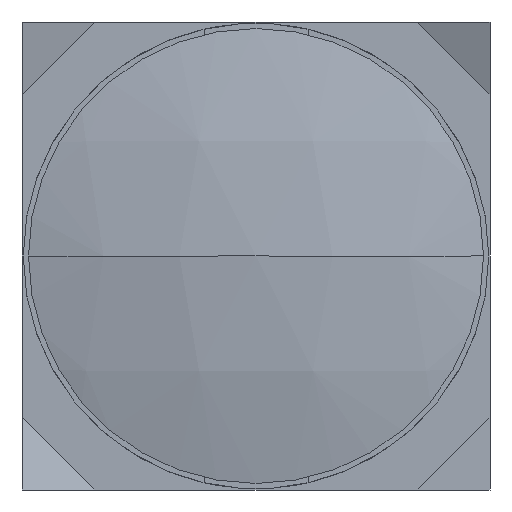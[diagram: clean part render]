
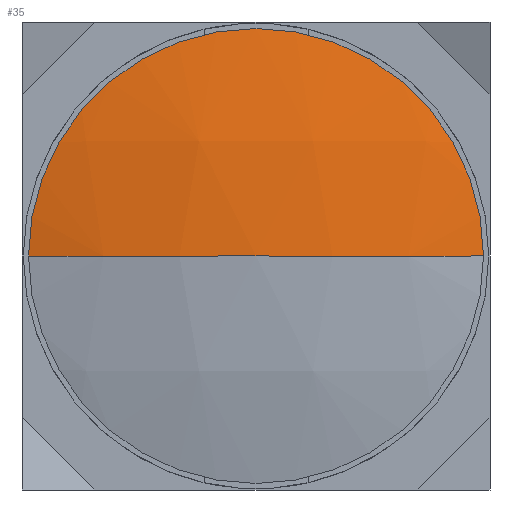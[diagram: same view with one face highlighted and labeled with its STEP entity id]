
A CAD part, front view. The second image highlights one B-rep face of the part: STEP entity #35.
In plain terms, the highlighted spherical face has radius 35.351 mm.
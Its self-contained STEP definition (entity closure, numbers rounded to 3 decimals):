
#1=CARTESIAN_POINT('POINT1',(0.,-10.2,
   0.));
#2=VERTEX_POINT('VERTEX1',#1);
#3=CARTESIAN_POINT('POINT2',(-8.75,-9.1,0.
   ));
#4=VERTEX_POINT('VERTEX2',#3);
#5=CARTESIAN_POINT('POS1',(0.,25.151,
   0.));
#6=DIRECTION('DIR1',(0.,0.,
   -1.));
#7=DIRECTION('DIR2',(0.,-1.,0.));
#8=AXIS2_PLACEMENT_3D('AXIS1',#5,#6,#7);
#9=CIRCLE('ELLIPSE1',#8,35.351);
#10=EDGE_CURVE('EDGE1',#2,#4,#9,.T.);
#11=ORIENTED_EDGE('COEDGE1',*,*,#10,.F.);
#12=CARTESIAN_POINT('POINT3',(8.75,-9.1,0.)
   );
#13=VERTEX_POINT('VERTEX3',#12);
#14=CARTESIAN_POINT('POS2',(0.,25.151
   ,0.));
#15=DIRECTION('DIR3',(0.,0.,
   -1.));
#16=DIRECTION('DIR4',(0.,-1.,0.));
#17=AXIS2_PLACEMENT_3D('AXIS2',#14,#15,#16);
#18=CIRCLE('ELLIPSE2',#17,35.351);
#19=EDGE_CURVE('EDGE2',#13,#2,#18,.T.);
#20=ORIENTED_EDGE('COEDGE2',*,*,#19,.F.);
#21=CARTESIAN_POINT('POS3',(0.,-9.1,0.));
#22=DIRECTION('DIR5',(0.,1.,0.));
#23=DIRECTION('DIR6',(1.,0.,0.));
#24=AXIS2_PLACEMENT_3D('AXIS3',#21,#22,#23);
#25=CIRCLE('ELLIPSE3',#24,8.75);
#26=EDGE_CURVE('EDGE3',#4,#13,#25,.T.);
#27=ORIENTED_EDGE('COEDGE3',*,*,#26,.F.);
#28=EDGE_LOOP('NONE',(#11,#20,#27));
#29=FACE_BOUND('LOOP1',#28,.T.);
#30=CARTESIAN_POINT('POS4',(0.,25.151
   ,0.));
#31=DIRECTION('DIR7',(0.,0.,1.));
#32=DIRECTION('DIR8',(1.,0.,0.));
#33=AXIS2_PLACEMENT_3D('AXIS4',#30,#31,#32);
#34=SPHERICAL_SURFACE('SPHERE_SURF1',#33,35.351);
#35=ADVANCED_FACE('FACE1',(#29),#34,.T.);
